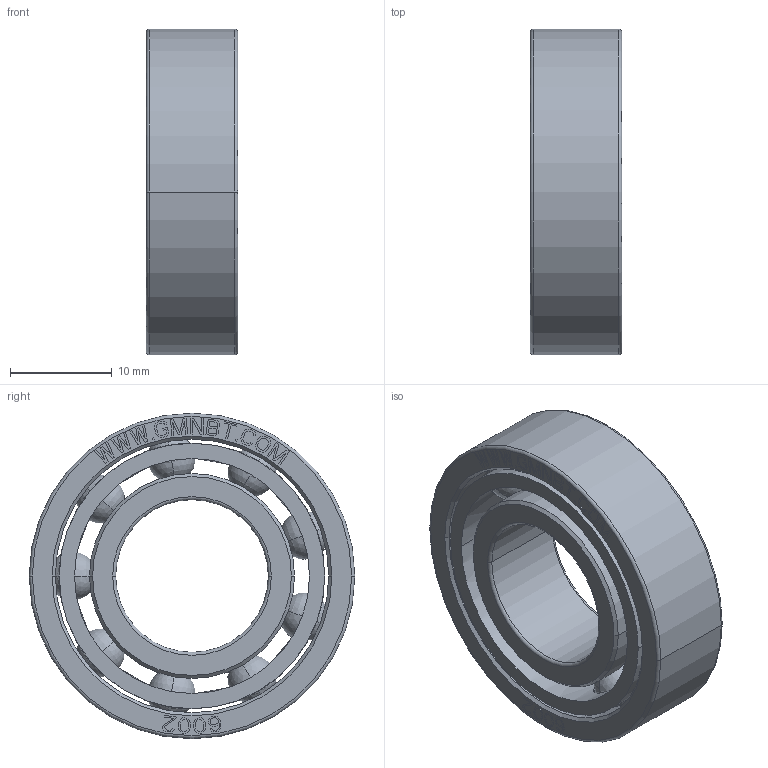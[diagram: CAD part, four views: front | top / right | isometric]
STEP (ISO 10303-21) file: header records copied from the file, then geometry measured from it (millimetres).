
FILE_DESCRIPTION((''),'2;1');
FILE_NAME('6002_PRT','2014-11-17T',('sales 4'),(''),'PRO/ENGINEER BY PARAMETRIC TECHNOLOGY CORPORATION, 2013150','PRO/ENGINEER BY PARAMETRIC TECHNOLOGY CORPORATION, 2013150','');
FILE_SCHEMA(('AUTOMOTIVE_DESIGN { 1 0 10303 214 1 1 1 1 }'));
Length unit declared in the file: millimetre
Products named in the file (1): 6002_PRT
Bounding box: 9.01 x 32 x 32 mm (x, y, z)
Volume: 4411.9 mm3; surface area: 5476 mm2
Topology: 12 solids, 12 shells, 535 faces, 1496 edges, 970 vertices
Faces by surface type: plane 463, cylinder 34, sphere 18, torus 12, cone 8
Entity records: 23154 total; most frequent: CARTESIAN_POINT 4773, ORIENTED_EDGE 2920, DIRECTION 2572, PRESENTATION_STYLE_ASSIGNMENT 1495, STYLED_ITEM 1472, CURVE_STYLE 1460, EDGE_CURVE 1460, VECTOR 1346
